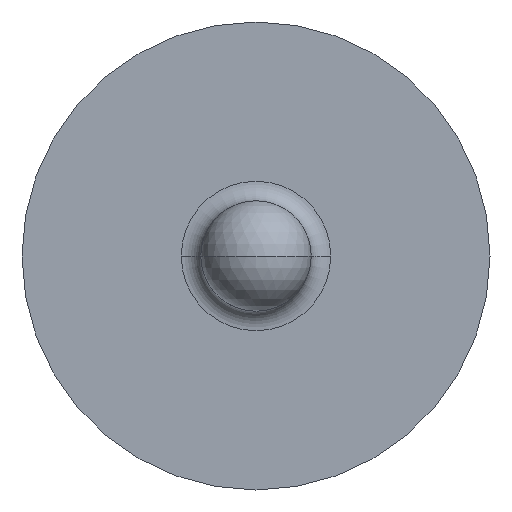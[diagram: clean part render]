
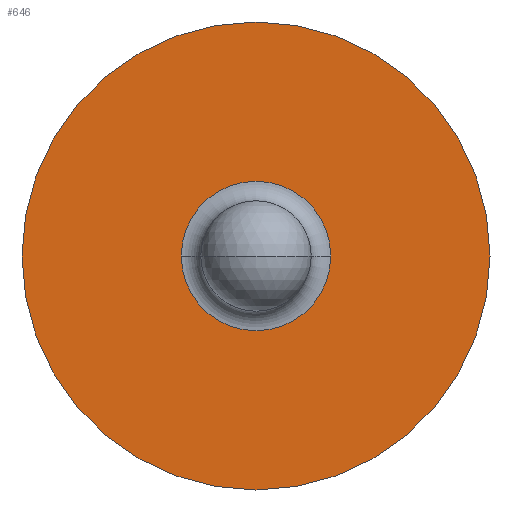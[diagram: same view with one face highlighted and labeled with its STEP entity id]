
A CAD part, left-side view. The second image highlights one B-rep face of the part: STEP entity #646.
In plain terms, the highlighted planar face has unit normal (-1, 0, 0).
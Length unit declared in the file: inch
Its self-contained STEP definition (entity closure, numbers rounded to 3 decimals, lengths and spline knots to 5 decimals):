
#10 = CARTESIAN_POINT ( 'NONE',  ( 0.069, 0., 0. ) ) ;
#11 = DIRECTION ( 'NONE',  ( 1., 0., 0. ) ) ;
#19 = CARTESIAN_POINT ( 'NONE',  ( 0.069, 0., 0. ) ) ;
#25 = DIRECTION ( 'NONE',  ( 0., -1., 0. ) ) ;
#33 = ORIENTED_EDGE ( 'NONE', *, *, #322, .T. ) ;
#46 = DIRECTION ( 'NONE',  ( -1., 0., 0. ) ) ;
#91 = AXIS2_PLACEMENT_3D ( 'NONE', #262, #484, #423 ) ;
#97 = CARTESIAN_POINT ( 'NONE',  ( 0.069, -0.036, 0. ) ) ;
#108 = CARTESIAN_POINT ( 'NONE',  ( 0.069, 0.036, 0. ) ) ;
#120 = VERTEX_POINT ( 'NONE', #97 ) ;
#126 = EDGE_CURVE ( 'NONE', #425, #604, #591, .T. ) ;
#135 = CARTESIAN_POINT ( 'NONE',  ( 0.069, 0.0115, 0. ) ) ;
#162 = EDGE_CURVE ( 'NONE', #604, #425, #257, .T. ) ;
#168 = EDGE_CURVE ( 'NONE', #630, #120, #283, .T. ) ;
#211 = DIRECTION ( 'NONE',  ( -1., 0., 0. ) ) ;
#223 = ORIENTED_EDGE ( 'NONE', *, *, #168, .T. ) ;
#233 = AXIS2_PLACEMENT_3D ( 'NONE', #10, #211, #571 ) ;
#257 = CIRCLE ( 'NONE', #233, 0.0115 ) ;
#262 = CARTESIAN_POINT ( 'NONE',  ( 0.069, 0., 0. ) ) ;
#283 = CIRCLE ( 'NONE', #91, 0.036 ) ;
#306 = CARTESIAN_POINT ( 'NONE',  ( 0.069, 0., 0. ) ) ;
#313 = AXIS2_PLACEMENT_3D ( 'NONE', #306, #46, #346 ) ;
#314 = EDGE_LOOP ( 'NONE', ( #33, #223 ) ) ;
#320 = FACE_OUTER_BOUND ( 'NONE', #314, .T. ) ;
#322 = EDGE_CURVE ( 'NONE', #120, #630, #531, .T. ) ;
#329 = DIRECTION ( 'NONE',  ( -1., 0., 0. ) ) ;
#346 = DIRECTION ( 'NONE',  ( 0., -1., 0. ) ) ;
#360 = FACE_BOUND ( 'NONE', #570, .T. ) ;
#371 = CARTESIAN_POINT ( 'NONE',  ( 0.069, -0.0115, 0. ) ) ;
#423 = DIRECTION ( 'NONE',  ( 0., -1., 0. ) ) ;
#425 = VERTEX_POINT ( 'NONE', #135 ) ;
#484 = DIRECTION ( 'NONE',  ( -1., 0., 0. ) ) ;
#509 = ORIENTED_EDGE ( 'NONE', *, *, #126, .F. ) ;
#531 = CIRCLE ( 'NONE', #667, 0.036 ) ;
#538 = AXIS2_PLACEMENT_3D ( 'NONE', #580, #11, #564 ) ;
#564 = DIRECTION ( 'NONE',  ( 0., 1., 0. ) ) ;
#569 = PLANE ( 'NONE',  #538 ) ;
#570 = EDGE_LOOP ( 'NONE', ( #658, #509 ) ) ;
#571 = DIRECTION ( 'NONE',  ( 0., -1., 0. ) ) ;
#580 = CARTESIAN_POINT ( 'NONE',  ( 0.069, 0.036, 0. ) ) ;
#591 = CIRCLE ( 'NONE', #313, 0.0115 ) ;
#604 = VERTEX_POINT ( 'NONE', #371 ) ;
#630 = VERTEX_POINT ( 'NONE', #108 ) ;
#646 = ADVANCED_FACE ( 'NONE', ( #360, #320 ), #569, .F. ) ;
#658 = ORIENTED_EDGE ( 'NONE', *, *, #162, .F. ) ;
#667 = AXIS2_PLACEMENT_3D ( 'NONE', #19, #329, #25 ) ;
